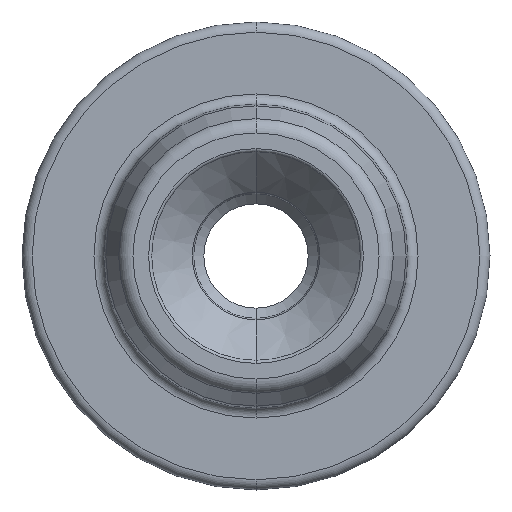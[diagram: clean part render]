
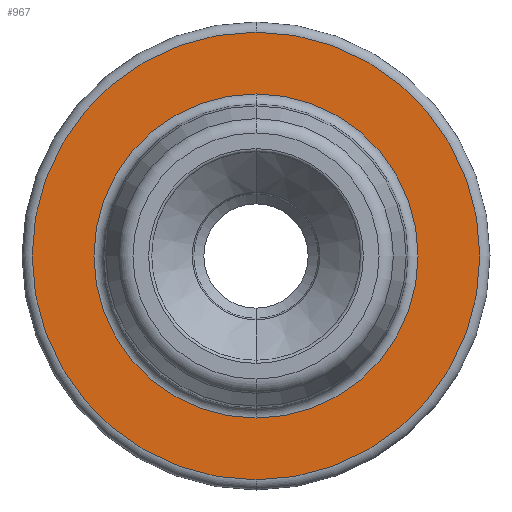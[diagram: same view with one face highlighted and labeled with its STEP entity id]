
A CAD part, front view. The second image highlights one B-rep face of the part: STEP entity #967.
In plain terms, the highlighted planar face has unit normal (0, -1, 0).
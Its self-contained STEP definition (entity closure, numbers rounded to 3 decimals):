
#73 = CARTESIAN_POINT ( 'NONE',  ( 0., -3.3, 0. ) ) ;
#78 = AXIS2_PLACEMENT_3D ( 'NONE', #1119, #355, #1260 ) ;
#156 = EDGE_CURVE ( 'NONE', #1132, #643, #1562, .T. ) ;
#159 = CARTESIAN_POINT ( 'NONE',  ( 0., -3.3, 22.1 ) ) ;
#177 = CIRCLE ( 'NONE', #1484, 22.1 ) ;
#205 = DIRECTION ( 'NONE',  ( 0., 0., 1. ) ) ;
#257 = CARTESIAN_POINT ( 'NONE',  ( 0., -3.3, -16. ) ) ;
#293 = ORIENTED_EDGE ( 'NONE', *, *, #156, .T. ) ;
#338 = FACE_BOUND ( 'NONE', #356, .T. ) ;
#355 = DIRECTION ( 'NONE',  ( 0., 1., 0. ) ) ;
#356 = EDGE_LOOP ( 'NONE', ( #1403, #293 ) ) ;
#511 = EDGE_CURVE ( 'NONE', #643, #1132, #1010, .T. ) ;
#574 = ORIENTED_EDGE ( 'NONE', *, *, #856, .F. ) ;
#643 = VERTEX_POINT ( 'NONE', #1080 ) ;
#666 = AXIS2_PLACEMENT_3D ( 'NONE', #757, #1682, #888 ) ;
#709 = AXIS2_PLACEMENT_3D ( 'NONE', #1408, #1673, #880 ) ;
#747 = PLANE ( 'NONE',  #709 ) ;
#757 = CARTESIAN_POINT ( 'NONE',  ( 0., -3.3, 0. ) ) ;
#768 = CARTESIAN_POINT ( 'NONE',  ( 0., -3.3, 0. ) ) ;
#856 = EDGE_CURVE ( 'NONE', #1360, #1332, #177, .T. ) ;
#880 = DIRECTION ( 'NONE',  ( 0., 0., -1. ) ) ;
#888 = DIRECTION ( 'NONE',  ( 0., 0., 1. ) ) ;
#895 = DIRECTION ( 'NONE',  ( 0., 0., 1. ) ) ;
#930 = EDGE_LOOP ( 'NONE', ( #574, #937 ) ) ;
#937 = ORIENTED_EDGE ( 'NONE', *, *, #974, .F. ) ;
#967 = ADVANCED_FACE ( 'NONE', ( #338, #1427 ), #747, .T. ) ;
#974 = EDGE_CURVE ( 'NONE', #1332, #1360, #1688, .T. ) ;
#985 = DIRECTION ( 'NONE',  ( 0., 1., 0. ) ) ;
#1010 = CIRCLE ( 'NONE', #1295, 16. ) ;
#1019 = CARTESIAN_POINT ( 'NONE',  ( 0., -3.3, -22.1 ) ) ;
#1080 = CARTESIAN_POINT ( 'NONE',  ( 0., -3.3, 16. ) ) ;
#1119 = CARTESIAN_POINT ( 'NONE',  ( 0., -3.3, 0. ) ) ;
#1132 = VERTEX_POINT ( 'NONE', #257 ) ;
#1260 = DIRECTION ( 'NONE',  ( 0., 0., 1. ) ) ;
#1295 = AXIS2_PLACEMENT_3D ( 'NONE', #768, #1690, #895 ) ;
#1332 = VERTEX_POINT ( 'NONE', #1019 ) ;
#1360 = VERTEX_POINT ( 'NONE', #159 ) ;
#1403 = ORIENTED_EDGE ( 'NONE', *, *, #511, .T. ) ;
#1408 = CARTESIAN_POINT ( 'NONE',  ( 22.1, -3.3, 0. ) ) ;
#1427 = FACE_OUTER_BOUND ( 'NONE', #930, .T. ) ;
#1484 = AXIS2_PLACEMENT_3D ( 'NONE', #73, #985, #205 ) ;
#1562 = CIRCLE ( 'NONE', #78, 16. ) ;
#1673 = DIRECTION ( 'NONE',  ( 0., -1., 0. ) ) ;
#1682 = DIRECTION ( 'NONE',  ( 0., 1., 0. ) ) ;
#1688 = CIRCLE ( 'NONE', #666, 22.1 ) ;
#1690 = DIRECTION ( 'NONE',  ( 0., 1., 0. ) ) ;
